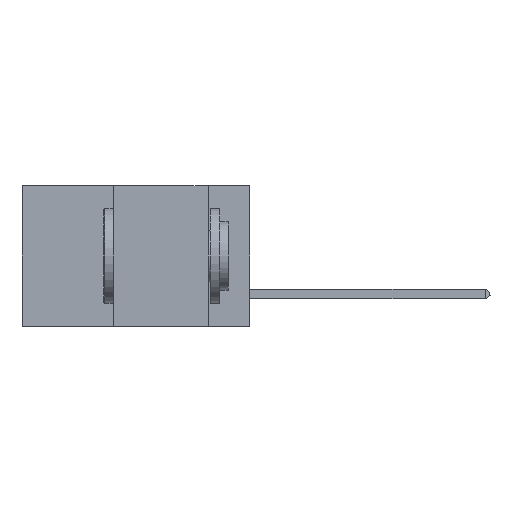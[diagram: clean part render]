
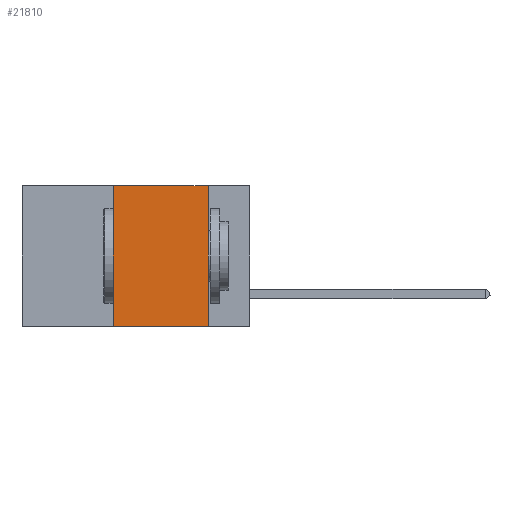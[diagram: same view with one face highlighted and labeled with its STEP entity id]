
A CAD part, left-side view. The second image highlights one B-rep face of the part: STEP entity #21810.
In plain terms, the highlighted planar face has unit normal (-1, 0, 0).
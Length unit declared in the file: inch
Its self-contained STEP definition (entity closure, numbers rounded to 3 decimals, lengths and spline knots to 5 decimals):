
#474 = EDGE_CURVE ( 'NONE', #6531, #22633, #13515, .T. ) ;
#601 = VERTEX_POINT ( 'NONE', #17502 ) ;
#906 = VECTOR ( 'NONE', #18919, 39.37008 ) ;
#1305 = FACE_OUTER_BOUND ( 'NONE', #1315, .T. ) ;
#1315 = EDGE_LOOP ( 'NONE', ( #22016, #19333, #17758, #7293 ) ) ;
#1597 = PLANE ( 'NONE',  #15693 ) ;
#1992 = LINE ( 'NONE', #3896, #16105 ) ;
#2119 = DIRECTION ( 'NONE',  ( 0., 0., 1. ) ) ;
#2972 = VECTOR ( 'NONE', #2119, 39.37008 ) ;
#3432 = DIRECTION ( 'NONE',  ( 1., 0., 0. ) ) ;
#3749 = VERTEX_POINT ( 'NONE', #8633 ) ;
#3896 = CARTESIAN_POINT ( 'NONE',  ( 0., 0.11, 0. ) ) ;
#4316 = CARTESIAN_POINT ( 'NONE',  ( 0., 0.6, 0. ) ) ;
#4613 = CARTESIAN_POINT ( 'NONE',  ( 0., 0.11, -0.37 ) ) ;
#4944 = LINE ( 'NONE', #4316, #19113 ) ;
#5726 = CARTESIAN_POINT ( 'NONE',  ( 0., 0.6, -0.37 ) ) ;
#6398 = DIRECTION ( 'NONE',  ( 0., -1., 0. ) ) ;
#6531 = VERTEX_POINT ( 'NONE', #11481 ) ;
#7293 = ORIENTED_EDGE ( 'NONE', *, *, #474, .T. ) ;
#7778 = CARTESIAN_POINT ( 'NONE',  ( 0., 0.36, 0. ) ) ;
#8633 = CARTESIAN_POINT ( 'NONE',  ( 0., 0.11, 0. ) ) ;
#9051 = EDGE_CURVE ( 'NONE', #6531, #601, #13838, .T. ) ;
#10031 = EDGE_CURVE ( 'NONE', #601, #3749, #4944, .T. ) ;
#10905 = EDGE_CURVE ( 'NONE', #3749, #22633, #1992, .T. ) ;
#11481 = CARTESIAN_POINT ( 'NONE',  ( 0., 0.36, -0.37 ) ) ;
#13515 = LINE ( 'NONE', #5726, #906 ) ;
#13838 = LINE ( 'NONE', #7778, #2972 ) ;
#14717 = DIRECTION ( 'NONE',  ( 0., 0., -1. ) ) ;
#14850 = DIRECTION ( 'NONE',  ( 0., 0., -1. ) ) ;
#15693 = AXIS2_PLACEMENT_3D ( 'NONE', #24184, #3432, #14717 ) ;
#16105 = VECTOR ( 'NONE', #14850, 39.37008 ) ;
#17502 = CARTESIAN_POINT ( 'NONE',  ( 0., 0.36, 0. ) ) ;
#17758 = ORIENTED_EDGE ( 'NONE', *, *, #9051, .F. ) ;
#18919 = DIRECTION ( 'NONE',  ( 0., -1., 0. ) ) ;
#19113 = VECTOR ( 'NONE', #6398, 39.37008 ) ;
#19333 = ORIENTED_EDGE ( 'NONE', *, *, #10031, .F. ) ;
#21810 = ADVANCED_FACE ( 'NONE', ( #1305 ), #1597, .F. ) ;
#22016 = ORIENTED_EDGE ( 'NONE', *, *, #10905, .F. ) ;
#22633 = VERTEX_POINT ( 'NONE', #4613 ) ;
#24184 = CARTESIAN_POINT ( 'NONE',  ( 0., 0.6, 0. ) ) ;
